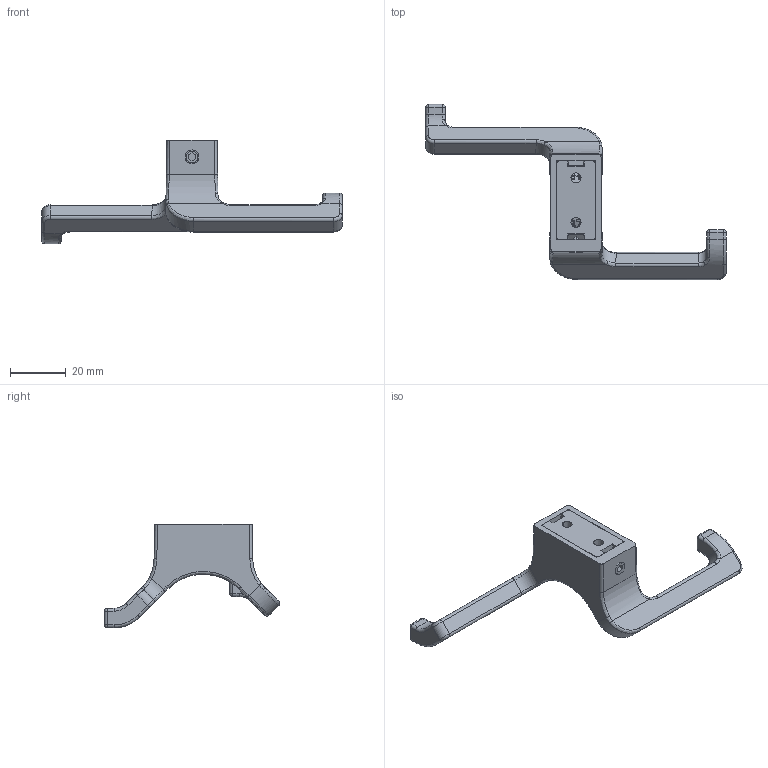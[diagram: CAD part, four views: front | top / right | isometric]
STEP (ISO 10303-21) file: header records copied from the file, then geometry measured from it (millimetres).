
FILE_DESCRIPTION(('Creo Elements/Direct Modeling STEP Export'),'2;1');
FILE_NAME('2377.stp','2020-12-11T10:04:27',(''),(''),'Creo Elements/Direct Modeling STEP processor for AP214 (Solid Model)','Creo Elements/Direct Modeling 20.0 12-Nov-2016 (C) Parametric Technology GmbH','');
FILE_SCHEMA(('AUTOMOTIVE_DESIGN { 1 0 10303 214 1 1 1 1 }'));
Length unit declared in the file: millimetre
Products named in the file (4): Haken; Montageteil; D914M5X6S1.1; ZN-9854
Assembly tree (3 placements, depth 2):
  ZN-9854
    D914M5X6S1.1
    Montageteil
    Haken
Bounding box: 108 x 62.99 x 37.23 mm (x, y, z)
Volume: 18447.7 mm3; surface area: 12019.9 mm2
Topology: 3 solids, 3 shells, 522 faces, 1426 edges, 908 vertices
Faces by surface type: plane 382, cylinder 76, bspline 22, torus 16, cone 14, sphere 12
Entity records: 19474 total; most frequent: CARTESIAN_POINT 5916, DIRECTION 3003, ORIENTED_EDGE 2824, EDGE_CURVE 1412, AXIS2_PLACEMENT_3D 1195, VERTEX_POINT 908, VECTOR 613, LINE 613
